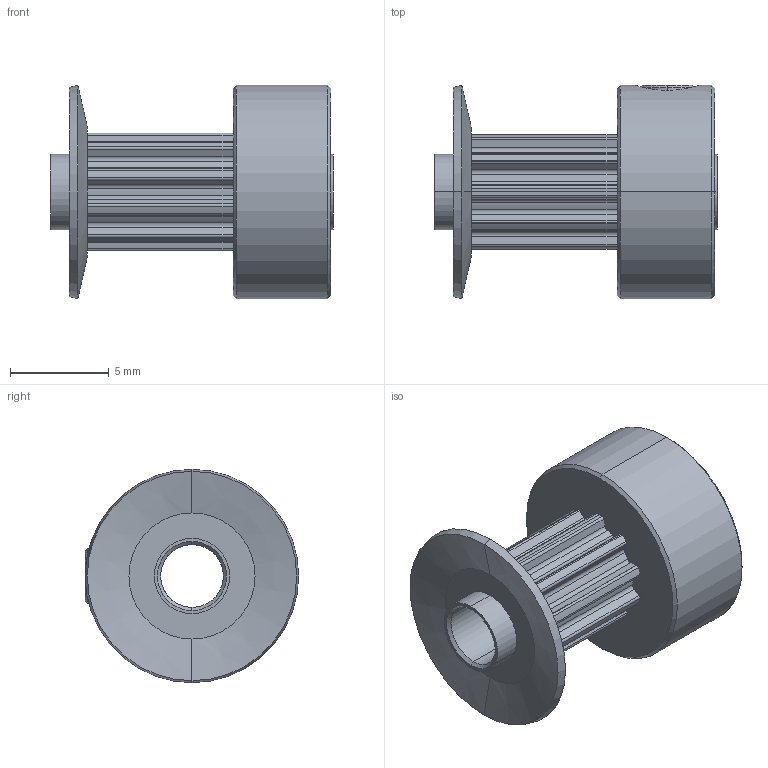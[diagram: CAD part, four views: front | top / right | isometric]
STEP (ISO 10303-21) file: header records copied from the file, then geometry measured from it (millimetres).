
FILE_DESCRIPTION (( 'STEP AP214' ), '1' );
FILE_NAME ('APB10MXL025CF-125.step', '2016-06-13T20:58:02', ( '' ), ( '' ), 'SwSTEP 2.0', 'SolidWorks 2016', '' );
FILE_SCHEMA (( 'AUTOMOTIVE_DESIGN' ));
Length unit declared in the file: inch
Products named in the file (1): APB10MXL025CF-125
Bounding box: 14.29 x 10.79 x 10.79 mm (x, y, z)
Volume: 544.3 mm3; surface area: 880.5 mm2
Topology: 2 solids, 2 shells, 134 faces, 361 edges, 236 vertices
Faces by surface type: cylinder 81, plane 35, cone 16, bspline 2
Entity records: 5618 total; most frequent: CARTESIAN_POINT 2048, DIRECTION 793, ORIENTED_EDGE 722, EDGE_CURVE 361, AXIS2_PLACEMENT_3D 309, VERTEX_POINT 236, CIRCLE 176, LINE 175
